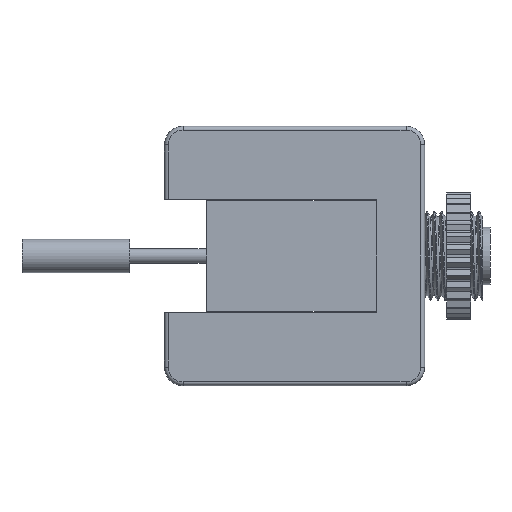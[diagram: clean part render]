
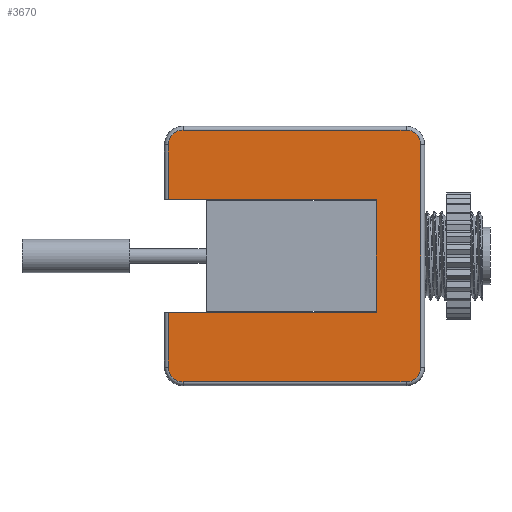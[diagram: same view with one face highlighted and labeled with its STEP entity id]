
A CAD part, left-side view. The second image highlights one B-rep face of the part: STEP entity #3670.
In plain terms, the highlighted planar face has unit normal (-1, 0, 0).
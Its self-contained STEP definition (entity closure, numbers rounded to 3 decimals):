
#109=PLANE('',#3984);
#264=FACE_OUTER_BOUND('',#472,.T.);
#472=EDGE_LOOP('',(#2789,#2790,#2791,#2792,#2793,#2794,#2795,#2796,#2797,
#2798,#2799,#2800));
#643=CIRCLE('',#3945,2.);
#652=CIRCLE('',#3957,2.);
#653=CIRCLE('',#3960,2.);
#659=CIRCLE('',#3970,2.);
#850=LINE('',#6274,#1206);
#881=LINE('',#7712,#1237);
#882=LINE('',#7715,#1238);
#884=LINE('',#7719,#1240);
#886=LINE('',#7726,#1242);
#896=LINE('',#7804,#1252);
#898=LINE('',#7808,#1254);
#902=LINE('',#7814,#1258);
#1206=VECTOR('',#4328,10.);
#1237=VECTOR('',#4405,10.);
#1238=VECTOR('',#4410,10.);
#1240=VECTOR('',#4414,10.);
#1242=VECTOR('',#4422,10.);
#1252=VECTOR('',#4522,10.);
#1254=VECTOR('',#4528,10.);
#1258=VECTOR('',#4536,10.);
#1577=VERTEX_POINT('',#6271);
#1578=VERTEX_POINT('',#6273);
#1610=VERTEX_POINT('',#7709);
#1611=VERTEX_POINT('',#7711);
#1612=VERTEX_POINT('',#7718);
#1614=VERTEX_POINT('',#7724);
#1626=VERTEX_POINT('',#7759);
#1630=VERTEX_POINT('',#7773);
#1631=VERTEX_POINT('',#7776);
#1632=VERTEX_POINT('',#7782);
#1635=VERTEX_POINT('',#7796);
#1636=VERTEX_POINT('',#7797);
#1961=EDGE_CURVE('',#1578,#1577,#850,.T.);
#2010=EDGE_CURVE('',#1611,#1610,#881,.T.);
#2012=EDGE_CURVE('',#1610,#1578,#882,.T.);
#2014=EDGE_CURVE('',#1611,#1612,#884,.T.);
#2018=EDGE_CURVE('',#1614,#1577,#886,.T.);
#2036=EDGE_CURVE('',#1626,#1614,#643,.T.);
#2045=EDGE_CURVE('',#1631,#1630,#652,.T.);
#2047=EDGE_CURVE('',#1612,#1632,#653,.T.);
#2054=EDGE_CURVE('',#1635,#1636,#659,.T.);
#2058=EDGE_CURVE('',#1636,#1631,#896,.T.);
#2060=EDGE_CURVE('',#1632,#1635,#898,.T.);
#2064=EDGE_CURVE('',#1630,#1626,#902,.T.);
#2789=ORIENTED_EDGE('',*,*,#1961,.T.);
#2790=ORIENTED_EDGE('',*,*,#2018,.F.);
#2791=ORIENTED_EDGE('',*,*,#2036,.F.);
#2792=ORIENTED_EDGE('',*,*,#2064,.F.);
#2793=ORIENTED_EDGE('',*,*,#2045,.F.);
#2794=ORIENTED_EDGE('',*,*,#2058,.F.);
#2795=ORIENTED_EDGE('',*,*,#2054,.F.);
#2796=ORIENTED_EDGE('',*,*,#2060,.F.);
#2797=ORIENTED_EDGE('',*,*,#2047,.F.);
#2798=ORIENTED_EDGE('',*,*,#2014,.F.);
#2799=ORIENTED_EDGE('',*,*,#2010,.T.);
#2800=ORIENTED_EDGE('',*,*,#2012,.T.);
#3670=ADVANCED_FACE('',(#264),#109,.T.);
#3945=AXIS2_PLACEMENT_3D('',#7761,#4460,#4461);
#3957=AXIS2_PLACEMENT_3D('',#7778,#4484,#4485);
#3960=AXIS2_PLACEMENT_3D('',#7783,#4491,#4492);
#3970=AXIS2_PLACEMENT_3D('',#7798,#4512,#4513);
#3984=AXIS2_PLACEMENT_3D('',#7822,#4549,#4550);
#4328=DIRECTION('',(0.,1.,0.));
#4405=DIRECTION('',(0.,-1.,0.));
#4410=DIRECTION('',(0.,0.,-1.));
#4414=DIRECTION('',(0.,0.,1.));
#4422=DIRECTION('',(0.,0.,1.));
#4460=DIRECTION('center_axis',(1.,0.,0.));
#4461=DIRECTION('ref_axis',(0.,0.707,-0.707));
#4484=DIRECTION('center_axis',(1.,0.,0.));
#4485=DIRECTION('ref_axis',(0.,-0.707,-0.707));
#4491=DIRECTION('center_axis',(1.,0.,0.));
#4492=DIRECTION('ref_axis',(0.,0.707,0.707));
#4512=DIRECTION('center_axis',(1.,0.,0.));
#4513=DIRECTION('ref_axis',(0.,-0.707,0.707));
#4522=DIRECTION('',(0.,0.,-1.));
#4528=DIRECTION('',(0.,-1.,0.));
#4536=DIRECTION('',(0.,1.,0.));
#4549=DIRECTION('center_axis',(-1.,0.,0.));
#4550=DIRECTION('ref_axis',(0.,0.,1.));
#6271=CARTESIAN_POINT('',(-8.375,34.5,-7.575));
#6273=CARTESIAN_POINT('',(-8.375,6.5,-7.575));
#6274=CARTESIAN_POINT('',(-8.375,3.25,-7.575));
#7709=CARTESIAN_POINT('',(-8.375,6.5,7.575));
#7711=CARTESIAN_POINT('',(-8.375,34.5,7.575));
#7712=CARTESIAN_POINT('',(-8.375,3.25,7.575));
#7715=CARTESIAN_POINT('',(-8.375,6.5,-8.725));
#7718=CARTESIAN_POINT('',(-8.375,34.5,14.95));
#7719=CARTESIAN_POINT('',(-8.375,34.5,-8.725));
#7724=CARTESIAN_POINT('',(-8.375,34.5,-14.95));
#7726=CARTESIAN_POINT('',(-8.375,34.5,-8.725));
#7759=CARTESIAN_POINT('',(-8.375,32.5,-16.95));
#7761=CARTESIAN_POINT('Origin',(-8.375,32.5,-14.95));
#7773=CARTESIAN_POINT('',(-8.375,2.5,-16.95));
#7776=CARTESIAN_POINT('',(-8.375,0.5,-14.95));
#7778=CARTESIAN_POINT('Origin',(-8.375,2.5,-14.95));
#7782=CARTESIAN_POINT('',(-8.375,32.5,16.95));
#7783=CARTESIAN_POINT('Origin',(-8.375,32.5,14.95));
#7796=CARTESIAN_POINT('',(-8.375,2.5,16.95));
#7797=CARTESIAN_POINT('',(-8.375,0.5,14.95));
#7798=CARTESIAN_POINT('Origin',(-8.375,2.5,14.95));
#7804=CARTESIAN_POINT('',(-8.375,0.5,-8.725));
#7808=CARTESIAN_POINT('',(-8.375,0.,16.95));
#7814=CARTESIAN_POINT('',(-8.375,0.,-16.95));
#7822=CARTESIAN_POINT('Origin',(-8.375,0.,-17.45));
